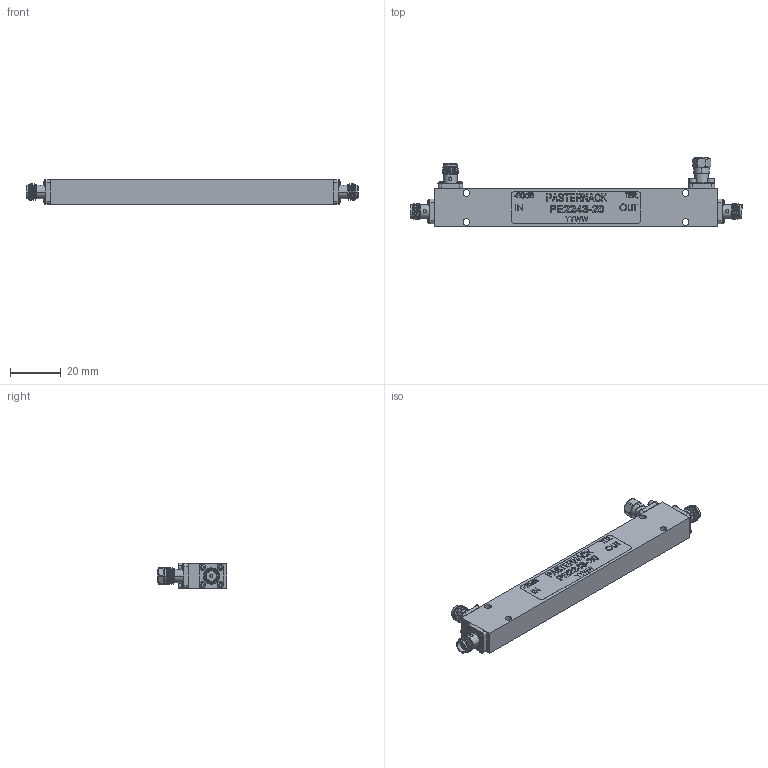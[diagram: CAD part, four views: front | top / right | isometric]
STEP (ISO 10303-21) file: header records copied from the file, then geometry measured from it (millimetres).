
FILE_DESCRIPTION (( 'STEP AP203' ), '1' );
FILE_NAME ('PE2243-20.step', '2019-01-08T00:53:11', ( '' ), ( '' ), 'SwSTEP 2.0', 'SolidWorks 2017', '' );
FILE_SCHEMA (( 'CONFIG_CONTROL_DESIGN' ));
Length unit declared in the file: inch
Products named in the file (1): PE2243-20
Bounding box: 130.81 x 27.43 x 10.19 mm (x, y, z)
Volume: 17657.6 mm3; surface area: 10183 mm2
Topology: 26 solids, 26 shells, 1406 faces, 3680 edges, 2412 vertices
Faces by surface type: plane 631, cylinder 341, bspline 264, cone 162, torus 8
Entity records: 60908 total; most frequent: CARTESIAN_POINT 28951, ORIENTED_EDGE 7360, DIRECTION 5528, EDGE_CURVE 3680, VERTEX_POINT 2412, AXIS2_PLACEMENT_3D 1860, VECTOR 1808, LINE 1808
